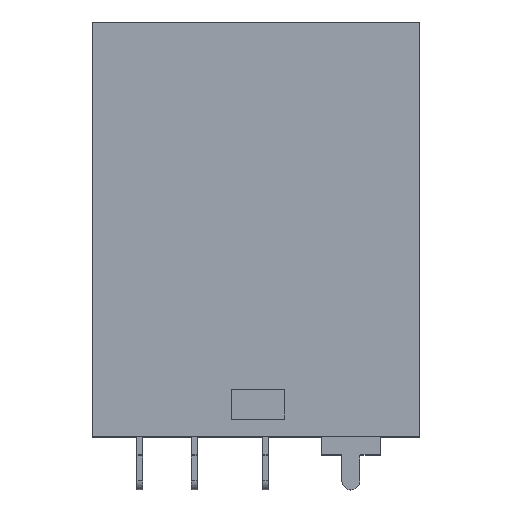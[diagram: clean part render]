
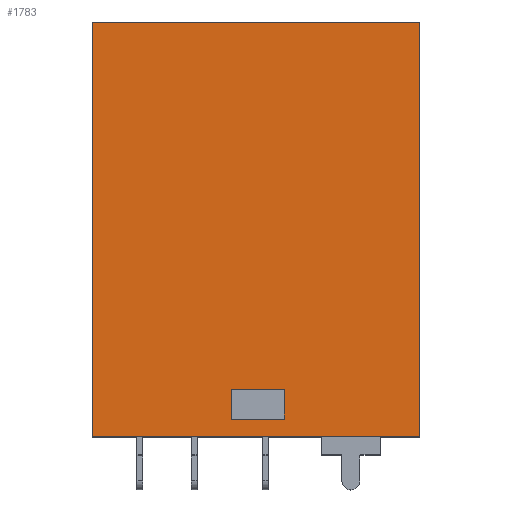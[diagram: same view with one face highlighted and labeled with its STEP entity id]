
A CAD part, top view. The second image highlights one B-rep face of the part: STEP entity #1783.
In plain terms, the highlighted planar face has unit normal (0, 0, 1).
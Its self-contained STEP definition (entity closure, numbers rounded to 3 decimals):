
#115=FACE_BOUND('',#339,.T.);
#226=FACE_OUTER_BOUND('',#338,.T.);
#338=EDGE_LOOP('',(#1416,#1417,#1418,#1419));
#339=EDGE_LOOP('',(#1420,#1421,#1422,#1423));
#398=LINE('',#2593,#578);
#402=LINE('',#2601,#582);
#405=LINE('',#2607,#585);
#408=LINE('',#2612,#588);
#510=LINE('',#2836,#690);
#513=LINE('',#2842,#693);
#516=LINE('',#2848,#696);
#519=LINE('',#2852,#699);
#578=VECTOR('',#2095,10.);
#582=VECTOR('',#2101,10.);
#585=VECTOR('',#2106,10.);
#588=VECTOR('',#2111,10.);
#690=VECTOR('',#2313,10.);
#693=VECTOR('',#2318,10.);
#696=VECTOR('',#2323,10.);
#699=VECTOR('',#2328,10.);
#754=VERTEX_POINT('',#2591);
#755=VERTEX_POINT('',#2592);
#758=VERTEX_POINT('',#2600);
#760=VERTEX_POINT('',#2606);
#832=VERTEX_POINT('',#2833);
#833=VERTEX_POINT('',#2835);
#835=VERTEX_POINT('',#2841);
#837=VERTEX_POINT('',#2847);
#922=EDGE_CURVE('',#754,#755,#398,.T.);
#926=EDGE_CURVE('',#758,#754,#402,.T.);
#929=EDGE_CURVE('',#760,#758,#405,.T.);
#932=EDGE_CURVE('',#755,#760,#408,.T.);
#1038=EDGE_CURVE('',#833,#832,#510,.T.);
#1041=EDGE_CURVE('',#835,#833,#513,.T.);
#1044=EDGE_CURVE('',#837,#835,#516,.T.);
#1047=EDGE_CURVE('',#832,#837,#519,.T.);
#1416=ORIENTED_EDGE('',*,*,#1047,.T.);
#1417=ORIENTED_EDGE('',*,*,#1044,.T.);
#1418=ORIENTED_EDGE('',*,*,#1041,.T.);
#1419=ORIENTED_EDGE('',*,*,#1038,.T.);
#1420=ORIENTED_EDGE('',*,*,#922,.T.);
#1421=ORIENTED_EDGE('',*,*,#932,.T.);
#1422=ORIENTED_EDGE('',*,*,#929,.T.);
#1423=ORIENTED_EDGE('',*,*,#926,.T.);
#1704=PLANE('',#1973);
#1783=ADVANCED_FACE('',(#226,#115),#1704,.T.);
#1973=AXIS2_PLACEMENT_3D('',#2853,#2329,#2330);
#2095=DIRECTION('',(-1.,0.,0.));
#2101=DIRECTION('',(0.,-1.,0.));
#2106=DIRECTION('',(1.,0.,0.));
#2111=DIRECTION('',(0.,1.,0.));
#2313=DIRECTION('',(0.,1.,0.));
#2318=DIRECTION('',(1.,0.,0.));
#2323=DIRECTION('',(0.,-1.,0.));
#2328=DIRECTION('',(-1.,0.,0.));
#2329=DIRECTION('center_axis',(0.,0.,1.));
#2330=DIRECTION('ref_axis',(1.,0.,0.));
#2591=CARTESIAN_POINT('',(16.197,-33.5,21.6));
#2592=CARTESIAN_POINT('',(11.697,-33.5,21.6));
#2593=CARTESIAN_POINT('',(14.999,-33.5,21.6));
#2600=CARTESIAN_POINT('',(16.197,-31.,21.6));
#2601=CARTESIAN_POINT('',(16.197,-24.25,21.6));
#2606=CARTESIAN_POINT('',(11.697,-31.,21.6));
#2607=CARTESIAN_POINT('',(12.749,-31.,21.6));
#2612=CARTESIAN_POINT('',(11.697,-25.5,21.6));
#2833=CARTESIAN_POINT('',(27.6,0.,21.6));
#2835=CARTESIAN_POINT('',(27.6,-35.,21.6));
#2836=CARTESIAN_POINT('',(27.6,0.,21.6));
#2841=CARTESIAN_POINT('',(0.,-35.,21.6));
#2842=CARTESIAN_POINT('',(27.6,-35.,21.6));
#2847=CARTESIAN_POINT('',(0.,0.,21.6));
#2848=CARTESIAN_POINT('',(0.,-35.,21.6));
#2852=CARTESIAN_POINT('',(0.,0.,21.6));
#2853=CARTESIAN_POINT('Origin',(13.8,-17.5,21.6));
